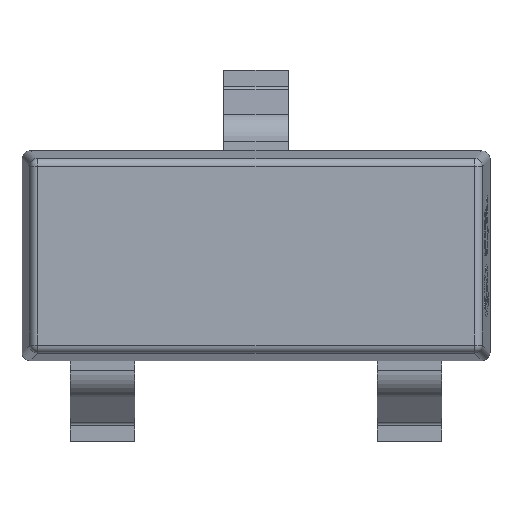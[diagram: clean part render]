
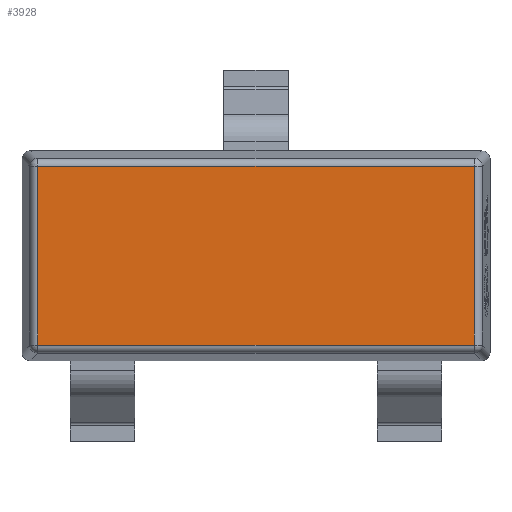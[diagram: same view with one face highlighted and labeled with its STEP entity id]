
A CAD part, top view. The second image highlights one B-rep face of the part: STEP entity #3928.
In plain terms, the highlighted planar face has unit normal (0, 0, 1).
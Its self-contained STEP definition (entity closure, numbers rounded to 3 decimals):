
#886 = LINE ( 'NONE', #6517, #9433 ) ;
#958 = ORIENTED_EDGE ( 'NONE', *, *, #8301, .T. ) ;
#1160 = FACE_OUTER_BOUND ( 'NONE', #1767, .T. ) ;
#1237 = PLANE ( 'NONE',  #5792 ) ;
#1669 = VECTOR ( 'NONE', #6487, 1000. ) ;
#1760 = VECTOR ( 'NONE', #4392, 1000. ) ;
#1767 = EDGE_LOOP ( 'NONE', ( #6691, #958, #7362, #12155 ) ) ;
#2177 = DIRECTION ( 'NONE',  ( 0., 0., -1. ) ) ;
#2597 = VERTEX_POINT ( 'NONE', #5754 ) ;
#2907 = CARTESIAN_POINT ( 'NONE',  ( -1.354, 0.554, 1. ) ) ;
#3649 = LINE ( 'NONE', #6660, #1669 ) ;
#3880 = VERTEX_POINT ( 'NONE', #2907 ) ;
#3928 = ADVANCED_FACE ( 'NONE', ( #1160 ), #1237, .F. ) ;
#4017 = LINE ( 'NONE', #7688, #8532 ) ;
#4392 = DIRECTION ( 'NONE',  ( -1., 0., 0. ) ) ;
#5080 = CARTESIAN_POINT ( 'NONE',  ( 0., 0., 1. ) ) ;
#5207 = EDGE_CURVE ( 'NONE', #2597, #7289, #3649, .T. ) ;
#5302 = EDGE_CURVE ( 'NONE', #3880, #2597, #4017, .T. ) ;
#5754 = CARTESIAN_POINT ( 'NONE',  ( -1.354, -0.554, 1. ) ) ;
#5792 = AXIS2_PLACEMENT_3D ( 'NONE', #5080, #2177, #9559 ) ;
#5867 = DIRECTION ( 'NONE',  ( 0., -1., 0. ) ) ;
#5890 = CARTESIAN_POINT ( 'NONE',  ( 1.354, 0.554, 1. ) ) ;
#6316 = CARTESIAN_POINT ( 'NONE',  ( -1.398, 0.554, 1. ) ) ;
#6487 = DIRECTION ( 'NONE',  ( 1., 0., 0. ) ) ;
#6517 = CARTESIAN_POINT ( 'NONE',  ( 1.354, 0.598, 1. ) ) ;
#6660 = CARTESIAN_POINT ( 'NONE',  ( 1.398, -0.554, 1. ) ) ;
#6691 = ORIENTED_EDGE ( 'NONE', *, *, #6852, .T. ) ;
#6852 = EDGE_CURVE ( 'NONE', #7289, #7123, #886, .T. ) ;
#7123 = VERTEX_POINT ( 'NONE', #5890 ) ;
#7289 = VERTEX_POINT ( 'NONE', #8187 ) ;
#7336 = LINE ( 'NONE', #6316, #1760 ) ;
#7362 = ORIENTED_EDGE ( 'NONE', *, *, #5302, .T. ) ;
#7688 = CARTESIAN_POINT ( 'NONE',  ( -1.354, -0.598, 1. ) ) ;
#8187 = CARTESIAN_POINT ( 'NONE',  ( 1.354, -0.554, 1. ) ) ;
#8301 = EDGE_CURVE ( 'NONE', #7123, #3880, #7336, .T. ) ;
#8532 = VECTOR ( 'NONE', #5867, 1000. ) ;
#9207 = DIRECTION ( 'NONE',  ( 0., 1., 0. ) ) ;
#9433 = VECTOR ( 'NONE', #9207, 1000. ) ;
#9559 = DIRECTION ( 'NONE',  ( -1., 0., 0. ) ) ;
#12155 = ORIENTED_EDGE ( 'NONE', *, *, #5207, .T. ) ;
